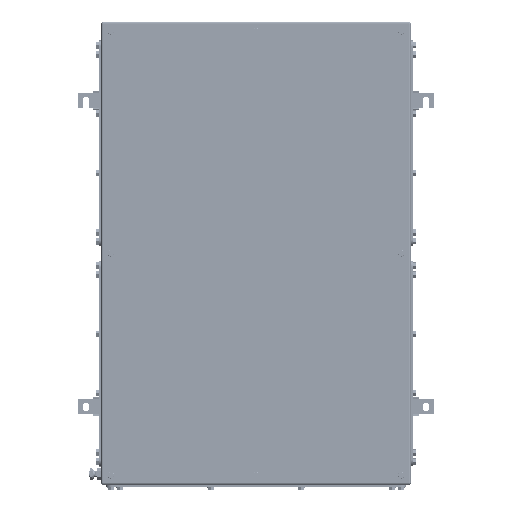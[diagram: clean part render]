
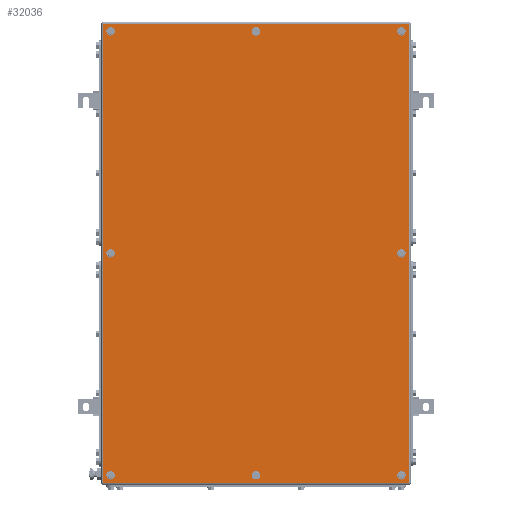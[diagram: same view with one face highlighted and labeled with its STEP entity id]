
A CAD part, top view. The second image highlights one B-rep face of the part: STEP entity #32036.
In plain terms, the highlighted planar face has unit normal (0, 0, 1).
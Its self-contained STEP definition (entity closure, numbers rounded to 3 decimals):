
#31838=AXIS2_PLACEMENT_3D('Circle Axis2P3D',#31836,#31837,$) ;
#31865=AXIS2_PLACEMENT_3D('Plane Axis2P3D',#31862,#31863,#31864) ;
#31903=AXIS2_PLACEMENT_3D('Circle Axis2P3D',#31901,#31902,$) ;
#31912=AXIS2_PLACEMENT_3D('Circle Axis2P3D',#31910,#31911,$) ;
#31921=AXIS2_PLACEMENT_3D('Circle Axis2P3D',#31919,#31920,$) ;
#31930=AXIS2_PLACEMENT_3D('Circle Axis2P3D',#31928,#31929,$) ;
#31939=AXIS2_PLACEMENT_3D('Circle Axis2P3D',#31937,#31938,$) ;
#31948=AXIS2_PLACEMENT_3D('Circle Axis2P3D',#31946,#31947,$) ;
#31957=AXIS2_PLACEMENT_3D('Circle Axis2P3D',#31955,#31956,$) ;
#31966=AXIS2_PLACEMENT_3D('Circle Axis2P3D',#31964,#31965,$) ;
#31975=AXIS2_PLACEMENT_3D('Circle Axis2P3D',#31973,#31974,$) ;
#31984=AXIS2_PLACEMENT_3D('Circle Axis2P3D',#31982,#31983,$) ;
#31993=AXIS2_PLACEMENT_3D('Circle Axis2P3D',#31991,#31992,$) ;
#32002=AXIS2_PLACEMENT_3D('Circle Axis2P3D',#32000,#32001,$) ;
#32011=AXIS2_PLACEMENT_3D('Circle Axis2P3D',#32009,#32010,$) ;
#32020=AXIS2_PLACEMENT_3D('Circle Axis2P3D',#32018,#32019,$) ;
#32029=AXIS2_PLACEMENT_3D('Circle Axis2P3D',#32027,#32028,$) ;
#31833=CARTESIAN_POINT('Vertex',(291.,23.5,203.5)) ;
#31836=CARTESIAN_POINT('Axis2P3D Location',(294.5,23.5,203.5)) ;
#31840=CARTESIAN_POINT('Vertex',(298.,23.5,203.5)) ;
#31862=CARTESIAN_POINT('Axis2P3D Location',(294.5,392.,203.5)) ;
#31867=CARTESIAN_POINT('Line Origine',(294.5,772.5,203.5)) ;
#31871=CARTESIAN_POINT('Vertex',(548.,772.5,203.5)) ;
#31873=CARTESIAN_POINT('Vertex',(41.,772.5,203.5)) ;
#31876=CARTESIAN_POINT('Line Origine',(41.,392.,203.5)) ;
#31880=CARTESIAN_POINT('Vertex',(41.,11.5,203.5)) ;
#31883=CARTESIAN_POINT('Line Origine',(294.5,11.5,203.5)) ;
#31887=CARTESIAN_POINT('Vertex',(548.,11.5,203.5)) ;
#31890=CARTESIAN_POINT('Line Origine',(548.,392.,203.5)) ;
#31901=CARTESIAN_POINT('Axis2P3D Location',(294.5,23.5,203.5)) ;
#31910=CARTESIAN_POINT('Axis2P3D Location',(294.5,760.5,203.5)) ;
#31914=CARTESIAN_POINT('Vertex',(298.,760.5,203.5)) ;
#31916=CARTESIAN_POINT('Vertex',(291.,760.5,203.5)) ;
#31919=CARTESIAN_POINT('Axis2P3D Location',(294.5,760.5,203.5)) ;
#31928=CARTESIAN_POINT('Axis2P3D Location',(53.,392.,203.5)) ;
#31932=CARTESIAN_POINT('Vertex',(49.5,392.,203.5)) ;
#31934=CARTESIAN_POINT('Vertex',(56.5,392.,203.5)) ;
#31937=CARTESIAN_POINT('Axis2P3D Location',(53.,392.,203.5)) ;
#31946=CARTESIAN_POINT('Axis2P3D Location',(536.,392.,203.5)) ;
#31950=CARTESIAN_POINT('Vertex',(539.5,392.,203.5)) ;
#31952=CARTESIAN_POINT('Vertex',(532.5,392.,203.5)) ;
#31955=CARTESIAN_POINT('Axis2P3D Location',(536.,392.,203.5)) ;
#31964=CARTESIAN_POINT('Axis2P3D Location',(53.,760.5,203.5)) ;
#31968=CARTESIAN_POINT('Vertex',(49.5,760.5,203.5)) ;
#31970=CARTESIAN_POINT('Vertex',(56.5,760.5,203.5)) ;
#31973=CARTESIAN_POINT('Axis2P3D Location',(53.,760.5,203.5)) ;
#31982=CARTESIAN_POINT('Axis2P3D Location',(53.,23.5,203.5)) ;
#31986=CARTESIAN_POINT('Vertex',(49.5,23.5,203.5)) ;
#31988=CARTESIAN_POINT('Vertex',(56.5,23.5,203.5)) ;
#31991=CARTESIAN_POINT('Axis2P3D Location',(53.,23.5,203.5)) ;
#32000=CARTESIAN_POINT('Axis2P3D Location',(536.,23.5,203.5)) ;
#32004=CARTESIAN_POINT('Vertex',(539.5,23.5,203.5)) ;
#32006=CARTESIAN_POINT('Vertex',(532.5,23.5,203.5)) ;
#32009=CARTESIAN_POINT('Axis2P3D Location',(536.,23.5,203.5)) ;
#32018=CARTESIAN_POINT('Axis2P3D Location',(536.,760.5,203.5)) ;
#32022=CARTESIAN_POINT('Vertex',(539.5,760.5,203.5)) ;
#32024=CARTESIAN_POINT('Vertex',(532.5,760.5,203.5)) ;
#32027=CARTESIAN_POINT('Axis2P3D Location',(536.,760.5,203.5)) ;
#31837=DIRECTION('Axis2P3D Direction',(0.,0.,1.)) ;
#31863=DIRECTION('Axis2P3D Direction',(0.,0.,1.)) ;
#31864=DIRECTION('Axis2P3D XDirection',(1.,0.,0.)) ;
#31868=DIRECTION('Vector Direction',(1.,0.,0.)) ;
#31877=DIRECTION('Vector Direction',(0.,-1.,0.)) ;
#31884=DIRECTION('Vector Direction',(1.,0.,0.)) ;
#31891=DIRECTION('Vector Direction',(0.,1.,0.)) ;
#31902=DIRECTION('Axis2P3D Direction',(0.,0.,1.)) ;
#31911=DIRECTION('Axis2P3D Direction',(0.,0.,1.)) ;
#31920=DIRECTION('Axis2P3D Direction',(0.,0.,1.)) ;
#31929=DIRECTION('Axis2P3D Direction',(0.,0.,1.)) ;
#31938=DIRECTION('Axis2P3D Direction',(0.,0.,1.)) ;
#31947=DIRECTION('Axis2P3D Direction',(0.,0.,1.)) ;
#31956=DIRECTION('Axis2P3D Direction',(0.,0.,1.)) ;
#31965=DIRECTION('Axis2P3D Direction',(0.,0.,1.)) ;
#31974=DIRECTION('Axis2P3D Direction',(0.,0.,1.)) ;
#31983=DIRECTION('Axis2P3D Direction',(0.,0.,1.)) ;
#31992=DIRECTION('Axis2P3D Direction',(0.,0.,1.)) ;
#32001=DIRECTION('Axis2P3D Direction',(0.,0.,1.)) ;
#32010=DIRECTION('Axis2P3D Direction',(0.,0.,1.)) ;
#32019=DIRECTION('Axis2P3D Direction',(0.,0.,1.)) ;
#32028=DIRECTION('Axis2P3D Direction',(0.,0.,1.)) ;
#31869=VECTOR('Line Direction',#31868,1.) ;
#31878=VECTOR('Line Direction',#31877,1.) ;
#31885=VECTOR('Line Direction',#31884,1.) ;
#31892=VECTOR('Line Direction',#31891,1.) ;
#31896=ORIENTED_EDGE('',*,*,#31875,.T.) ;
#31897=ORIENTED_EDGE('',*,*,#31882,.T.) ;
#31898=ORIENTED_EDGE('',*,*,#31889,.T.) ;
#31899=ORIENTED_EDGE('',*,*,#31894,.T.) ;
#31907=ORIENTED_EDGE('',*,*,#31905,.F.) ;
#31908=ORIENTED_EDGE('',*,*,#31842,.F.) ;
#31925=ORIENTED_EDGE('',*,*,#31918,.F.) ;
#31926=ORIENTED_EDGE('',*,*,#31923,.F.) ;
#31943=ORIENTED_EDGE('',*,*,#31936,.F.) ;
#31944=ORIENTED_EDGE('',*,*,#31941,.F.) ;
#31961=ORIENTED_EDGE('',*,*,#31954,.F.) ;
#31962=ORIENTED_EDGE('',*,*,#31959,.F.) ;
#31979=ORIENTED_EDGE('',*,*,#31972,.F.) ;
#31980=ORIENTED_EDGE('',*,*,#31977,.F.) ;
#31997=ORIENTED_EDGE('',*,*,#31990,.F.) ;
#31998=ORIENTED_EDGE('',*,*,#31995,.F.) ;
#32015=ORIENTED_EDGE('',*,*,#32008,.F.) ;
#32016=ORIENTED_EDGE('',*,*,#32013,.F.) ;
#32033=ORIENTED_EDGE('',*,*,#32026,.F.) ;
#32034=ORIENTED_EDGE('',*,*,#32031,.F.) ;
#31909=FACE_BOUND('',#31906,.T.) ;
#31927=FACE_BOUND('',#31924,.T.) ;
#31945=FACE_BOUND('',#31942,.T.) ;
#31963=FACE_BOUND('',#31960,.T.) ;
#31981=FACE_BOUND('',#31978,.T.) ;
#31999=FACE_BOUND('',#31996,.T.) ;
#32017=FACE_BOUND('',#32014,.T.) ;
#32035=FACE_BOUND('',#32032,.T.) ;
#32036=ADVANCED_FACE('ZUB_KTB_FS_765020_3GP_AllCATPart.2\\ZUB_DE_KTB_FS.1\\DE_KTB_MH_PART_MASTER.1\\Koerper.2',(#31900,#31909,#31927,#31945,#31963,#31981,#31999,#32017,#32035),#31866,.T.) ;
#31839=CIRCLE('generated circle',#31838,3.5) ;
#31904=CIRCLE('generated circle',#31903,3.5) ;
#31913=CIRCLE('generated circle',#31912,3.5) ;
#31922=CIRCLE('generated circle',#31921,3.5) ;
#31931=CIRCLE('generated circle',#31930,3.5) ;
#31940=CIRCLE('generated circle',#31939,3.5) ;
#31949=CIRCLE('generated circle',#31948,3.5) ;
#31958=CIRCLE('generated circle',#31957,3.5) ;
#31967=CIRCLE('generated circle',#31966,3.5) ;
#31976=CIRCLE('generated circle',#31975,3.5) ;
#31985=CIRCLE('generated circle',#31984,3.5) ;
#31994=CIRCLE('generated circle',#31993,3.5) ;
#32003=CIRCLE('generated circle',#32002,3.5) ;
#32012=CIRCLE('generated circle',#32011,3.5) ;
#32021=CIRCLE('generated circle',#32020,3.5) ;
#32030=CIRCLE('generated circle',#32029,3.5) ;
#31842=EDGE_CURVE('',#31834,#31841,#31839,.T.) ;
#31875=EDGE_CURVE('',#31872,#31874,#31870,.F.) ;
#31882=EDGE_CURVE('',#31874,#31881,#31879,.T.) ;
#31889=EDGE_CURVE('',#31881,#31888,#31886,.T.) ;
#31894=EDGE_CURVE('',#31888,#31872,#31893,.T.) ;
#31905=EDGE_CURVE('',#31841,#31834,#31904,.T.) ;
#31918=EDGE_CURVE('',#31915,#31917,#31913,.T.) ;
#31923=EDGE_CURVE('',#31917,#31915,#31922,.T.) ;
#31936=EDGE_CURVE('',#31933,#31935,#31931,.T.) ;
#31941=EDGE_CURVE('',#31935,#31933,#31940,.T.) ;
#31954=EDGE_CURVE('',#31951,#31953,#31949,.T.) ;
#31959=EDGE_CURVE('',#31953,#31951,#31958,.T.) ;
#31972=EDGE_CURVE('',#31969,#31971,#31967,.T.) ;
#31977=EDGE_CURVE('',#31971,#31969,#31976,.T.) ;
#31990=EDGE_CURVE('',#31987,#31989,#31985,.T.) ;
#31995=EDGE_CURVE('',#31989,#31987,#31994,.T.) ;
#32008=EDGE_CURVE('',#32005,#32007,#32003,.T.) ;
#32013=EDGE_CURVE('',#32007,#32005,#32012,.T.) ;
#32026=EDGE_CURVE('',#32023,#32025,#32021,.T.) ;
#32031=EDGE_CURVE('',#32025,#32023,#32030,.T.) ;
#31895=EDGE_LOOP('',(#31896,#31897,#31898,#31899)) ;
#31906=EDGE_LOOP('',(#31907,#31908)) ;
#31924=EDGE_LOOP('',(#31925,#31926)) ;
#31942=EDGE_LOOP('',(#31943,#31944)) ;
#31960=EDGE_LOOP('',(#31961,#31962)) ;
#31978=EDGE_LOOP('',(#31979,#31980)) ;
#31996=EDGE_LOOP('',(#31997,#31998)) ;
#32014=EDGE_LOOP('',(#32015,#32016)) ;
#32032=EDGE_LOOP('',(#32033,#32034)) ;
#31900=FACE_OUTER_BOUND('',#31895,.T.) ;
#31870=LINE('Line',#31867,#31869) ;
#31879=LINE('Line',#31876,#31878) ;
#31886=LINE('Line',#31883,#31885) ;
#31893=LINE('Line',#31890,#31892) ;
#31866=PLANE('',#31865) ;
#31834=VERTEX_POINT('',#31833) ;
#31841=VERTEX_POINT('',#31840) ;
#31872=VERTEX_POINT('',#31871) ;
#31874=VERTEX_POINT('',#31873) ;
#31881=VERTEX_POINT('',#31880) ;
#31888=VERTEX_POINT('',#31887) ;
#31915=VERTEX_POINT('',#31914) ;
#31917=VERTEX_POINT('',#31916) ;
#31933=VERTEX_POINT('',#31932) ;
#31935=VERTEX_POINT('',#31934) ;
#31951=VERTEX_POINT('',#31950) ;
#31953=VERTEX_POINT('',#31952) ;
#31969=VERTEX_POINT('',#31968) ;
#31971=VERTEX_POINT('',#31970) ;
#31987=VERTEX_POINT('',#31986) ;
#31989=VERTEX_POINT('',#31988) ;
#32005=VERTEX_POINT('',#32004) ;
#32007=VERTEX_POINT('',#32006) ;
#32023=VERTEX_POINT('',#32022) ;
#32025=VERTEX_POINT('',#32024) ;
